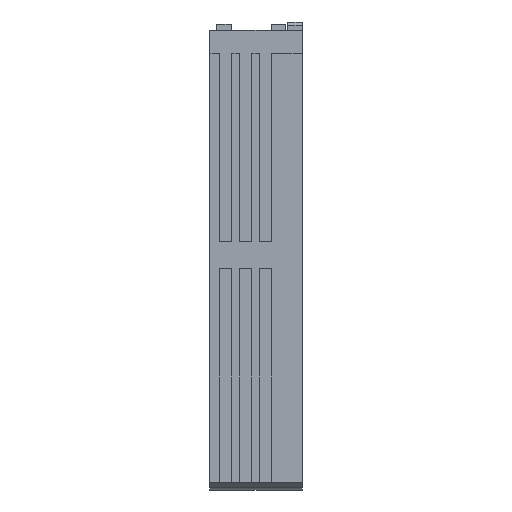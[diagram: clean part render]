
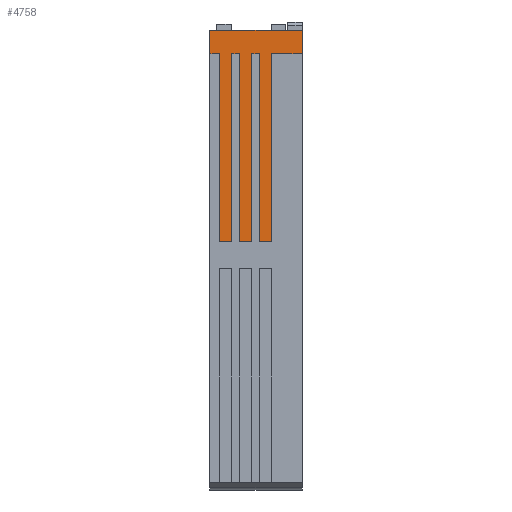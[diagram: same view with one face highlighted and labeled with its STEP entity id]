
A CAD part, front view. The second image highlights one B-rep face of the part: STEP entity #4758.
In plain terms, the highlighted planar face has unit normal (0, -1, 0).
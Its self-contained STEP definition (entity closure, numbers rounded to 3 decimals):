
#219 = VECTOR ( 'NONE', #7637, 1000. ) ;
#229 = EDGE_CURVE ( 'NONE', #7784, #3805, #7213, .T. ) ;
#263 = AXIS2_PLACEMENT_3D ( 'NONE', #7849, #1177, #5114 ) ;
#389 = CARTESIAN_POINT ( 'NONE',  ( -0.55, -48.733, -27.5 ) ) ;
#502 = ORIENTED_EDGE ( 'NONE', *, *, #6647, .F. ) ;
#591 = ORIENTED_EDGE ( 'NONE', *, *, #3914, .F. ) ;
#611 = LINE ( 'NONE', #1881, #3496 ) ;
#741 = DIRECTION ( 'NONE',  ( 1., 0., 0. ) ) ;
#745 = ORIENTED_EDGE ( 'NONE', *, *, #1894, .T. ) ;
#854 = EDGE_LOOP ( 'NONE', ( #7922, #7713, #3533, #1631, #591, #5063, #502, #8130, #2382, #745, #4926, #7373, #1028, #1997, #1075, #1839 ) ) ;
#964 = PLANE ( 'NONE',  #263 ) ;
#1028 = ORIENTED_EDGE ( 'NONE', *, *, #2947, .F. ) ;
#1075 = ORIENTED_EDGE ( 'NONE', *, *, #2914, .F. ) ;
#1081 = LINE ( 'NONE', #5512, #3838 ) ;
#1108 = EDGE_CURVE ( 'NONE', #7262, #2272, #5243, .T. ) ;
#1169 = CARTESIAN_POINT ( 'NONE',  ( -2.15, -48.733, 0. ) ) ;
#1174 = EDGE_CURVE ( 'NONE', #1600, #4292, #2545, .T. ) ;
#1177 = DIRECTION ( 'NONE',  ( 0., -1., 0. ) ) ;
#1270 = CARTESIAN_POINT ( 'NONE',  ( 2.05, -48.733, -27.5 ) ) ;
#1301 = LINE ( 'NONE', #7650, #4000 ) ;
#1416 = CARTESIAN_POINT ( 'NONE',  ( 6., -48.733, 0. ) ) ;
#1434 = VECTOR ( 'NONE', #2666, 1000. ) ;
#1530 = VECTOR ( 'NONE', #741, 1000. ) ;
#1600 = VERTEX_POINT ( 'NONE', #5495 ) ;
#1623 = DIRECTION ( 'NONE',  ( 1., 0., 0. ) ) ;
#1631 = ORIENTED_EDGE ( 'NONE', *, *, #5908, .T. ) ;
#1783 = DIRECTION ( 'NONE',  ( 0., 0., -1. ) ) ;
#1839 = ORIENTED_EDGE ( 'NONE', *, *, #2777, .T. ) ;
#1881 = CARTESIAN_POINT ( 'NONE',  ( 4.15, -48.733, 0. ) ) ;
#1892 = VERTEX_POINT ( 'NONE', #6819 ) ;
#1894 = EDGE_CURVE ( 'NONE', #7215, #3805, #3076, .T. ) ;
#1997 = ORIENTED_EDGE ( 'NONE', *, *, #6422, .T. ) ;
#2022 = VECTOR ( 'NONE', #4546, 1000. ) ;
#2086 = CARTESIAN_POINT ( 'NONE',  ( -6., -48.733, -3. ) ) ;
#2272 = VERTEX_POINT ( 'NONE', #5870 ) ;
#2313 = CARTESIAN_POINT ( 'NONE',  ( -3.15, -48.733, 0. ) ) ;
#2316 = CARTESIAN_POINT ( 'NONE',  ( 0., -48.733, -27.5 ) ) ;
#2335 = CARTESIAN_POINT ( 'NONE',  ( -3.15, -48.733, -3. ) ) ;
#2382 = ORIENTED_EDGE ( 'NONE', *, *, #6266, .F. ) ;
#2487 = LINE ( 'NONE', #3649, #2580 ) ;
#2545 = LINE ( 'NONE', #5493, #8334 ) ;
#2580 = VECTOR ( 'NONE', #5524, 1000. ) ;
#2666 = DIRECTION ( 'NONE',  ( 0., 0., 1. ) ) ;
#2777 = EDGE_CURVE ( 'NONE', #1892, #4268, #1081, .T. ) ;
#2825 = DIRECTION ( 'NONE',  ( -1., 0., 0. ) ) ;
#2914 = EDGE_CURVE ( 'NONE', #1892, #6326, #7130, .T. ) ;
#2947 = EDGE_CURVE ( 'NONE', #7466, #7791, #7222, .T. ) ;
#3076 = LINE ( 'NONE', #2316, #219 ) ;
#3083 = VECTOR ( 'NONE', #7089, 1000. ) ;
#3350 = FACE_OUTER_BOUND ( 'NONE', #854, .T. ) ;
#3462 = CARTESIAN_POINT ( 'NONE',  ( 6., -48.733, -3. ) ) ;
#3495 = EDGE_CURVE ( 'NONE', #7784, #7791, #7979, .T. ) ;
#3496 = VECTOR ( 'NONE', #2825, 1000. ) ;
#3533 = ORIENTED_EDGE ( 'NONE', *, *, #1174, .T. ) ;
#3573 = DIRECTION ( 'NONE',  ( 0., 0., -1. ) ) ;
#3649 = CARTESIAN_POINT ( 'NONE',  ( -6., -48.733, -3. ) ) ;
#3735 = DIRECTION ( 'NONE',  ( 1., 0., 0. ) ) ;
#3805 = VERTEX_POINT ( 'NONE', #389 ) ;
#3838 = VECTOR ( 'NONE', #1623, 1000. ) ;
#3914 = EDGE_CURVE ( 'NONE', #7262, #5170, #8186, .T. ) ;
#4000 = VECTOR ( 'NONE', #3735, 1000. ) ;
#4197 = VECTOR ( 'NONE', #1783, 1000. ) ;
#4199 = VECTOR ( 'NONE', #7609, 1000. ) ;
#4268 = VERTEX_POINT ( 'NONE', #3462 ) ;
#4292 = VERTEX_POINT ( 'NONE', #2086 ) ;
#4293 = LINE ( 'NONE', #1169, #1434 ) ;
#4360 = LINE ( 'NONE', #6217, #1530 ) ;
#4441 = CARTESIAN_POINT ( 'NONE',  ( 0., -48.733, -27.5 ) ) ;
#4497 = DIRECTION ( 'NONE',  ( 1., 0., 0. ) ) ;
#4499 = VECTOR ( 'NONE', #8303, 1000. ) ;
#4546 = DIRECTION ( 'NONE',  ( 1., 0., 0. ) ) ;
#4744 = CARTESIAN_POINT ( 'NONE',  ( -2.15, -48.733, -27.5 ) ) ;
#4758 = ADVANCED_FACE ( 'NONE', ( #3350 ), #964, .T. ) ;
#4915 = CARTESIAN_POINT ( 'NONE',  ( -4.75, -48.733, -3. ) ) ;
#4926 = ORIENTED_EDGE ( 'NONE', *, *, #229, .F. ) ;
#4957 = DIRECTION ( 'NONE',  ( 0., 0., -1. ) ) ;
#5063 = ORIENTED_EDGE ( 'NONE', *, *, #1108, .T. ) ;
#5114 = DIRECTION ( 'NONE',  ( 0., 0., -1. ) ) ;
#5170 = VERTEX_POINT ( 'NONE', #4915 ) ;
#5243 = LINE ( 'NONE', #4441, #8319 ) ;
#5493 = CARTESIAN_POINT ( 'NONE',  ( -6., -48.733, 0.033 ) ) ;
#5495 = CARTESIAN_POINT ( 'NONE',  ( -6., -48.733, 0. ) ) ;
#5512 = CARTESIAN_POINT ( 'NONE',  ( -6., -48.733, -3. ) ) ;
#5524 = DIRECTION ( 'NONE',  ( 1., 0., 0. ) ) ;
#5637 = CARTESIAN_POINT ( 'NONE',  ( -0.55, -48.733, 0. ) ) ;
#5870 = CARTESIAN_POINT ( 'NONE',  ( -3.15, -48.733, -27.5 ) ) ;
#5908 = EDGE_CURVE ( 'NONE', #4292, #5170, #1301, .T. ) ;
#5922 = CARTESIAN_POINT ( 'NONE',  ( -6., -48.733, -3. ) ) ;
#5971 = CARTESIAN_POINT ( 'NONE',  ( -4.75, -48.733, 0. ) ) ;
#6014 = VERTEX_POINT ( 'NONE', #1416 ) ;
#6076 = CARTESIAN_POINT ( 'NONE',  ( -4.75, -48.733, -27.5 ) ) ;
#6123 = LINE ( 'NONE', #8564, #3083 ) ;
#6217 = CARTESIAN_POINT ( 'NONE',  ( 0., -48.733, -27.5 ) ) ;
#6266 = EDGE_CURVE ( 'NONE', #7215, #7336, #4293, .T. ) ;
#6326 = VERTEX_POINT ( 'NONE', #1270 ) ;
#6422 = EDGE_CURVE ( 'NONE', #7466, #6326, #4360, .T. ) ;
#6644 = DIRECTION ( 'NONE',  ( 0., 0., 1. ) ) ;
#6647 = EDGE_CURVE ( 'NONE', #7968, #2272, #7688, .T. ) ;
#6666 = CARTESIAN_POINT ( 'NONE',  ( 0.45, -48.733, -3. ) ) ;
#6819 = CARTESIAN_POINT ( 'NONE',  ( 2.05, -48.733, -3. ) ) ;
#6837 = CARTESIAN_POINT ( 'NONE',  ( -0.55, -48.733, -3. ) ) ;
#7089 = DIRECTION ( 'NONE',  ( 0., 0., -1. ) ) ;
#7130 = LINE ( 'NONE', #8362, #4197 ) ;
#7174 = EDGE_CURVE ( 'NONE', #7968, #7336, #2487, .T. ) ;
#7213 = LINE ( 'NONE', #5637, #4199 ) ;
#7215 = VERTEX_POINT ( 'NONE', #4744 ) ;
#7222 = LINE ( 'NONE', #7606, #4499 ) ;
#7262 = VERTEX_POINT ( 'NONE', #6076 ) ;
#7336 = VERTEX_POINT ( 'NONE', #8488 ) ;
#7373 = ORIENTED_EDGE ( 'NONE', *, *, #3495, .T. ) ;
#7466 = VERTEX_POINT ( 'NONE', #8147 ) ;
#7606 = CARTESIAN_POINT ( 'NONE',  ( 0.45, -48.733, 0. ) ) ;
#7609 = DIRECTION ( 'NONE',  ( 0., 0., -1. ) ) ;
#7637 = DIRECTION ( 'NONE',  ( 1., 0., 0. ) ) ;
#7650 = CARTESIAN_POINT ( 'NONE',  ( -6., -48.733, -3. ) ) ;
#7686 = EDGE_CURVE ( 'NONE', #6014, #4268, #6123, .T. ) ;
#7688 = LINE ( 'NONE', #2313, #7796 ) ;
#7713 = ORIENTED_EDGE ( 'NONE', *, *, #8172, .T. ) ;
#7784 = VERTEX_POINT ( 'NONE', #6837 ) ;
#7791 = VERTEX_POINT ( 'NONE', #6666 ) ;
#7796 = VECTOR ( 'NONE', #4957, 1000. ) ;
#7849 = CARTESIAN_POINT ( 'NONE',  ( -6., -48.733, 0.033 ) ) ;
#7922 = ORIENTED_EDGE ( 'NONE', *, *, #7686, .F. ) ;
#7968 = VERTEX_POINT ( 'NONE', #2335 ) ;
#7979 = LINE ( 'NONE', #5922, #2022 ) ;
#8130 = ORIENTED_EDGE ( 'NONE', *, *, #7174, .T. ) ;
#8147 = CARTESIAN_POINT ( 'NONE',  ( 0.45, -48.733, -27.5 ) ) ;
#8172 = EDGE_CURVE ( 'NONE', #6014, #1600, #611, .T. ) ;
#8186 = LINE ( 'NONE', #5971, #8271 ) ;
#8271 = VECTOR ( 'NONE', #6644, 1000. ) ;
#8303 = DIRECTION ( 'NONE',  ( 0., 0., 1. ) ) ;
#8319 = VECTOR ( 'NONE', #4497, 1000. ) ;
#8334 = VECTOR ( 'NONE', #3573, 1000. ) ;
#8362 = CARTESIAN_POINT ( 'NONE',  ( 2.05, -48.733, 0. ) ) ;
#8488 = CARTESIAN_POINT ( 'NONE',  ( -2.15, -48.733, -3. ) ) ;
#8564 = CARTESIAN_POINT ( 'NONE',  ( 6., -48.733, 0.033 ) ) ;
